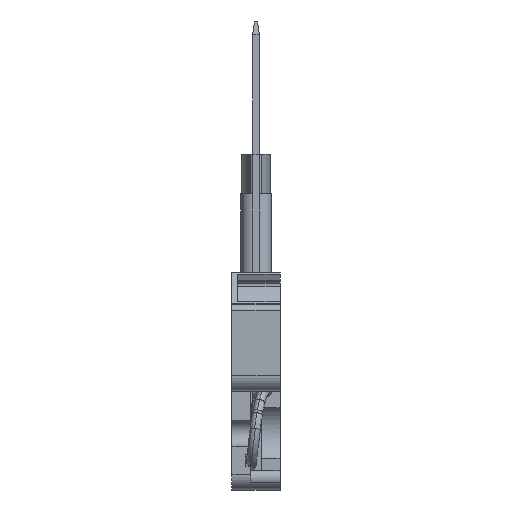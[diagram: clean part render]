
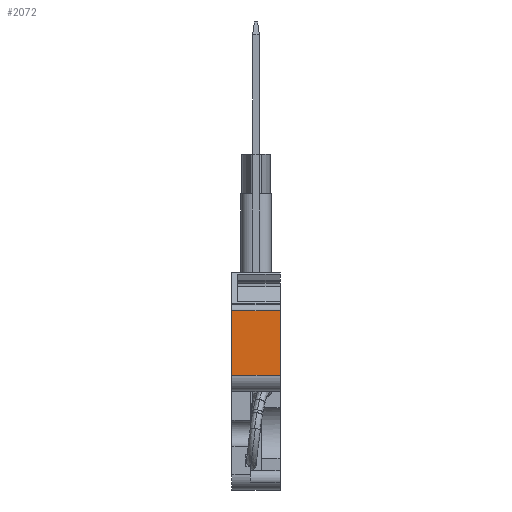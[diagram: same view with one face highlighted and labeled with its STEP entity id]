
A CAD part, front view. The second image highlights one B-rep face of the part: STEP entity #2072.
In plain terms, the highlighted planar face has unit normal (0, -1, 0).
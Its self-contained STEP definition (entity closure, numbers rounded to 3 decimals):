
#2059=AXIS2_PLACEMENT_3D('Plane Axis2P3D',#2056,#2057,#2058) ;
#1143=CARTESIAN_POINT('Vertex',(6.1,0.,22.67)) ;
#1146=CARTESIAN_POINT('Line Origine',(6.1,0.,18.585)) ;
#1150=CARTESIAN_POINT('Vertex',(6.1,0.,14.5)) ;
#1459=CARTESIAN_POINT('Vertex',(0.,0.,14.5)) ;
#1462=CARTESIAN_POINT('Line Origine',(0.,0.,18.585)) ;
#1466=CARTESIAN_POINT('Vertex',(0.,0.,22.67)) ;
#2044=CARTESIAN_POINT('Line Origine',(3.05,0.,14.5)) ;
#2056=CARTESIAN_POINT('Axis2P3D Location',(3.05,0.,14.5)) ;
#2061=CARTESIAN_POINT('Line Origine',(3.05,0.,22.67)) ;
#1147=DIRECTION('Vector Direction',(0.,0.,-1.)) ;
#1463=DIRECTION('Vector Direction',(0.,0.,1.)) ;
#2045=DIRECTION('Vector Direction',(-1.,0.,0.)) ;
#2057=DIRECTION('Axis2P3D Direction',(0.,1.,-0.)) ;
#2058=DIRECTION('Axis2P3D XDirection',(-1.,0.,0.)) ;
#2062=DIRECTION('Vector Direction',(1.,0.,0.)) ;
#1148=VECTOR('Line Direction',#1147,1.) ;
#1464=VECTOR('Line Direction',#1463,1.) ;
#2046=VECTOR('Line Direction',#2045,1.) ;
#2063=VECTOR('Line Direction',#2062,1.) ;
#2067=ORIENTED_EDGE('',*,*,#2065,.F.) ;
#2068=ORIENTED_EDGE('',*,*,#1468,.F.) ;
#2069=ORIENTED_EDGE('',*,*,#2048,.F.) ;
#2070=ORIENTED_EDGE('',*,*,#1152,.F.) ;
#2072=ADVANCED_FACE('Importiert2',(#2071),#2060,.F.) ;
#1152=EDGE_CURVE('',#1144,#1151,#1149,.T.) ;
#1468=EDGE_CURVE('',#1460,#1467,#1465,.T.) ;
#2048=EDGE_CURVE('',#1151,#1460,#2047,.T.) ;
#2065=EDGE_CURVE('',#1467,#1144,#2064,.T.) ;
#2066=EDGE_LOOP('',(#2067,#2068,#2069,#2070)) ;
#2071=FACE_OUTER_BOUND('',#2066,.T.) ;
#1149=LINE('Line',#1146,#1148) ;
#1465=LINE('Line',#1462,#1464) ;
#2047=LINE('Line',#2044,#2046) ;
#2064=LINE('Line',#2061,#2063) ;
#2060=PLANE('',#2059) ;
#1144=VERTEX_POINT('',#1143) ;
#1151=VERTEX_POINT('',#1150) ;
#1460=VERTEX_POINT('',#1459) ;
#1467=VERTEX_POINT('',#1466) ;
